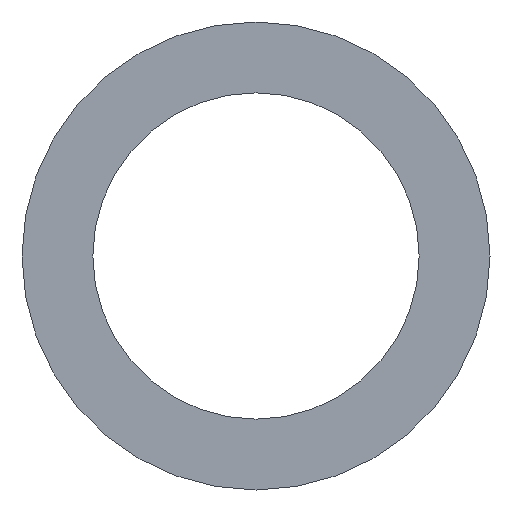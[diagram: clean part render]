
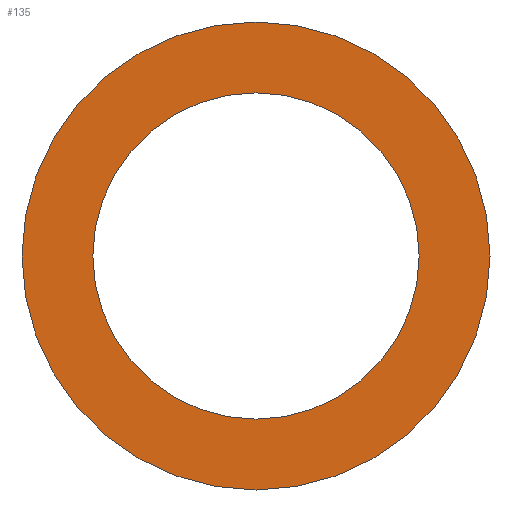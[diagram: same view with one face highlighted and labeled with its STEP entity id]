
A CAD part, front view. The second image highlights one B-rep face of the part: STEP entity #135.
In plain terms, the highlighted planar face has unit normal (0, -1, 0).
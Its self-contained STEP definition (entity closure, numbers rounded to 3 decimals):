
#6 = CIRCLE ( 'NONE', #330, 37.5 ) ;
#7 = CARTESIAN_POINT ( 'NONE',  ( 0., 0., -37.5 ) ) ;
#27 = AXIS2_PLACEMENT_3D ( 'NONE', #394, #262, #170 ) ;
#28 = DIRECTION ( 'NONE',  ( 0., -1., 0. ) ) ;
#39 = CIRCLE ( 'NONE', #424, 37.5 ) ;
#40 = AXIS2_PLACEMENT_3D ( 'NONE', #239, #196, #103 ) ;
#53 = VERTEX_POINT ( 'NONE', #140 ) ;
#54 = CIRCLE ( 'NONE', #405, 26.15 ) ;
#69 = DIRECTION ( 'NONE',  ( 0., 0., -1. ) ) ;
#103 = DIRECTION ( 'NONE',  ( 0., 0., 1. ) ) ;
#105 = CARTESIAN_POINT ( 'NONE',  ( 0., 0., 0. ) ) ;
#135 = ADVANCED_FACE ( 'NONE', ( #143, #211 ), #230, .F. ) ;
#136 = DIRECTION ( 'NONE',  ( 0., 0., -1. ) ) ;
#140 = CARTESIAN_POINT ( 'NONE',  ( 0., 0., 37.5 ) ) ;
#143 = FACE_BOUND ( 'NONE', #286, .T. ) ;
#147 = EDGE_CURVE ( 'NONE', #208, #238, #154, .T. ) ;
#151 = CARTESIAN_POINT ( 'NONE',  ( 0., 0., 0. ) ) ;
#154 = CIRCLE ( 'NONE', #27, 26.15 ) ;
#170 = DIRECTION ( 'NONE',  ( 0., 0., -1. ) ) ;
#178 = DIRECTION ( 'NONE',  ( 0., -1., 0. ) ) ;
#196 = DIRECTION ( 'NONE',  ( 0., 1., 0. ) ) ;
#208 = VERTEX_POINT ( 'NONE', #446 ) ;
#211 = FACE_OUTER_BOUND ( 'NONE', #393, .T. ) ;
#222 = ORIENTED_EDGE ( 'NONE', *, *, #294, .F. ) ;
#230 = PLANE ( 'NONE',  #40 ) ;
#238 = VERTEX_POINT ( 'NONE', #244 ) ;
#239 = CARTESIAN_POINT ( 'NONE',  ( -26.15, 0., 0. ) ) ;
#244 = CARTESIAN_POINT ( 'NONE',  ( 0., 0., 26.15 ) ) ;
#262 = DIRECTION ( 'NONE',  ( 0., -1., 0. ) ) ;
#278 = CARTESIAN_POINT ( 'NONE',  ( 0., 0., 0. ) ) ;
#286 = EDGE_LOOP ( 'NONE', ( #339, #222 ) ) ;
#294 = EDGE_CURVE ( 'NONE', #238, #208, #54, .T. ) ;
#304 = DIRECTION ( 'NONE',  ( 0., -1., 0. ) ) ;
#317 = VERTEX_POINT ( 'NONE', #7 ) ;
#330 = AXIS2_PLACEMENT_3D ( 'NONE', #278, #178, #383 ) ;
#331 = ORIENTED_EDGE ( 'NONE', *, *, #406, .T. ) ;
#339 = ORIENTED_EDGE ( 'NONE', *, *, #147, .F. ) ;
#383 = DIRECTION ( 'NONE',  ( 0., 0., -1. ) ) ;
#393 = EDGE_LOOP ( 'NONE', ( #331, #417 ) ) ;
#394 = CARTESIAN_POINT ( 'NONE',  ( 0., 0., 0. ) ) ;
#405 = AXIS2_PLACEMENT_3D ( 'NONE', #151, #304, #136 ) ;
#406 = EDGE_CURVE ( 'NONE', #317, #53, #6, .T. ) ;
#411 = EDGE_CURVE ( 'NONE', #53, #317, #39, .T. ) ;
#417 = ORIENTED_EDGE ( 'NONE', *, *, #411, .T. ) ;
#424 = AXIS2_PLACEMENT_3D ( 'NONE', #105, #28, #69 ) ;
#446 = CARTESIAN_POINT ( 'NONE',  ( 0., 0., -26.15 ) ) ;
